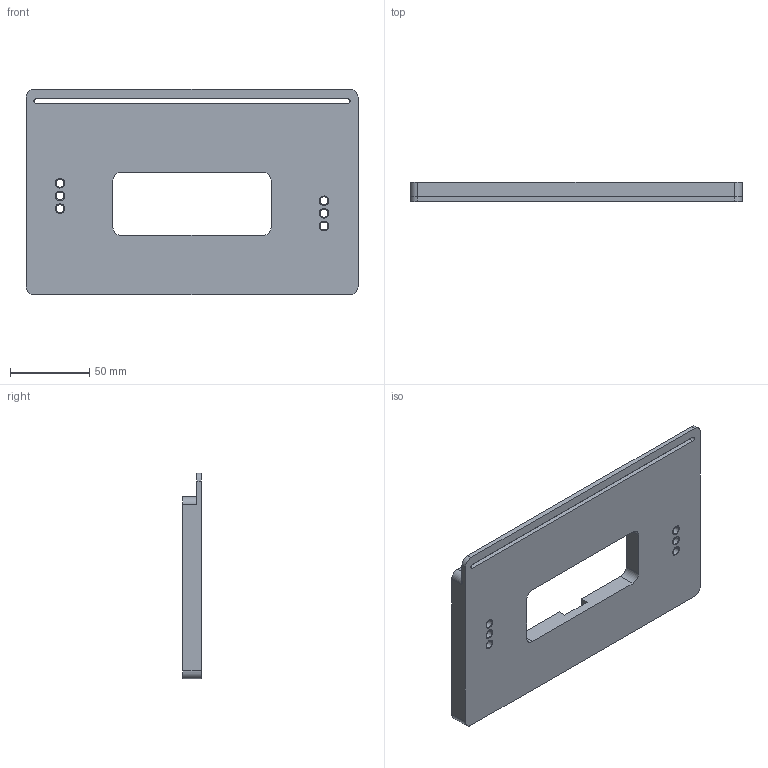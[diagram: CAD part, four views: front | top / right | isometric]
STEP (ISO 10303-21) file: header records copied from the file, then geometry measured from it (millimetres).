
FILE_DESCRIPTION((''),'2;1');
FILE_NAME('CHAMBER_BASE','2018-08-13T09:47:53',('xpb10145'),(''),'CREO PARAMETRIC BY PTC INC, 2017260','CREO PARAMETRIC BY PTC INC, 2017260','');
FILE_SCHEMA(('CONFIG_CONTROL_DESIGN'));
Length unit declared in the file: millimetre
Products named in the file (1): CHAMBER_BASE
Bounding box: 210 x 12 x 130 mm (x, y, z)
Volume: 240536.9 mm3; surface area: 62305.9 mm2
Topology: 1 solids, 15 shells, 214 faces, 516 edges, 338 vertices
Faces by surface type: cylinder 136, plane 66, cone 12
Entity records: 6337 total; most frequent: DIRECTION 1218, CARTESIAN_POINT 1057, ORIENTED_EDGE 952, EDGE_CURVE 504, AXIS2_PLACEMENT_3D 499, VERTEX_POINT 338, CIRCLE 284, EDGE_LOOP 276
